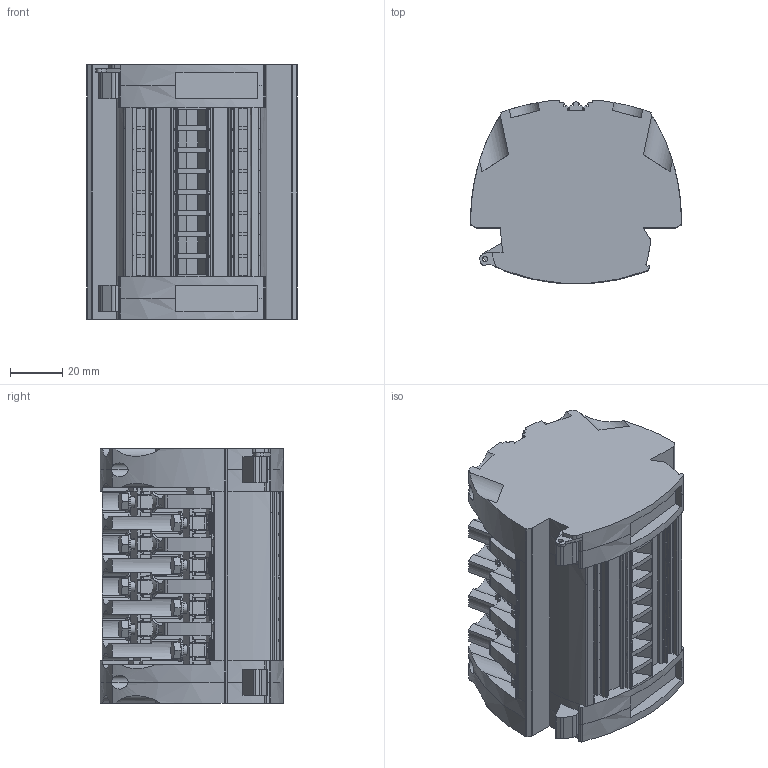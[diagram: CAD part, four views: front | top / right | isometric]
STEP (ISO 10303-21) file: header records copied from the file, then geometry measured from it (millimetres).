
FILE_DESCRIPTION(('SolidDesigner STEP Export'),'2;1');
FILE_NAME('3969924_RSCWE_6_3_8-select.stp','2016-04-01T 9:41:35',(''),(''),'Creo Elements/Direct Modeling STEP processor for AP214 (Solid Model)','Creo Elements/Direct Modeling 18.1G 27-Feb-2015 (C) Parametric Technology GmbH','');
FILE_SCHEMA(('AUTOMOTIVE_DESIGN { 1 0 10303 214 1 1 1 1 }'));
Length unit declared in the file: millimetre
Products named in the file (2): 3969924_RSCWE_6_3_8-select
Assembly tree (1 placements, depth 2):
  3969924_RSCWE_6_3_8-select
    3969924_RSCWE_6_3_8-select
Bounding box: 80.95 x 70.49 x 97.8 mm (x, y, z)
Volume: 367360.9 mm3; surface area: 64027.3 mm2
Topology: 1 solids, 1 shells, 2956 faces, 8955 edges, 5923 vertices
Faces by surface type: plane 2295, cylinder 623, bspline 38
Entity records: 132296 total; most frequent: CARTESIAN_POINT 30000, ORIENTED_EDGE 17910, DIRECTION 14499, EDGE_CURVE 8955, VECTOR 7069, LINE 7069, VERTEX_POINT 5923, AXIS2_PLACEMENT_3D 3715
